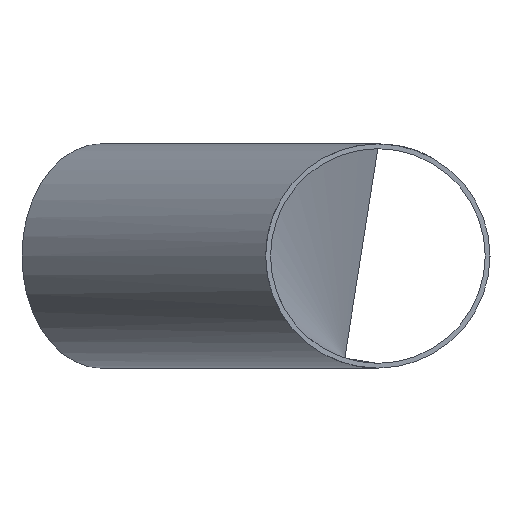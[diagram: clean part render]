
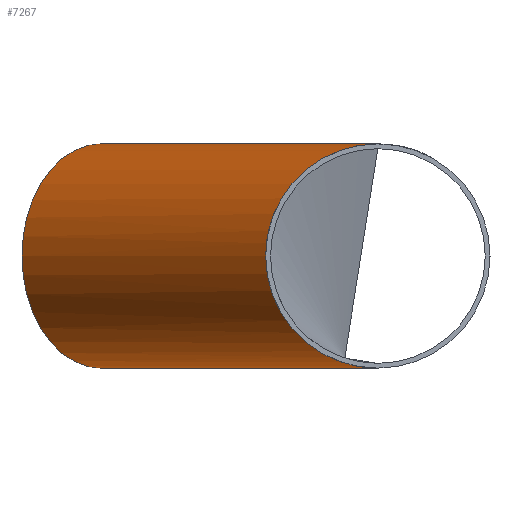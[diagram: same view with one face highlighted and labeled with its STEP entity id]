
A CAD part, left-side view. The second image highlights one B-rep face of the part: STEP entity #7267.
In plain terms, the highlighted cylindrical face has radius 69.85 mm (diameter 139.7 mm), a full revolution.
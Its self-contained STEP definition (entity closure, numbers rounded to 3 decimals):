
#1171 = CARTESIAN_POINT ( 'NONE',  ( 102.642, 172.274, 0. ) ) ;
#1405 = DIRECTION ( 'NONE',  ( -0.707, 0.707, 0. ) ) ;
#1877 = DIRECTION ( 'NONE',  ( 0.707, 0.707, 0. ) ) ;
#1969 = EDGE_CURVE ( 'NONE', #2876, #2876, #15395, .T. ) ;
#2117 = CARTESIAN_POINT ( 'NONE',  ( 102.642, 172.274, 0. ) ) ;
#2120 = CARTESIAN_POINT ( 'NONE',  ( -127.498, 139.7, -69.85 ) ) ;
#2876 = VERTEX_POINT ( 'NONE', #15619 ) ;
#4783 = CARTESIAN_POINT ( 'NONE',  ( -69.633, 0., -69.85 ) ) ;
#5174 = AXIS2_PLACEMENT_3D ( 'NONE', #1171, #21032, #1405 ) ;
#5753 =( BOUNDED_CURVE ( )  B_SPLINE_CURVE ( 3, ( #9455, #12925, #2120, #16547 ),
 .UNSPECIFIED., .F., .F. ) 
 B_SPLINE_CURVE_WITH_KNOTS ( ( 4, 4 ),
 ( 4.712, 7.854 ),
 .UNSPECIFIED. ) 
 CURVE ( )  GEOMETRIC_REPRESENTATION_ITEM ( )  RATIONAL_B_SPLINE_CURVE ( ( 1., 0.333, 0.333, 1. ) ) 
 REPRESENTATION_ITEM ( '' )  );
#7267 = ADVANCED_FACE ( 'NONE', ( #20735, #14233 ), #23247, .T. ) ;
#7400 = DIRECTION ( 'NONE',  ( -0.707, 0.707, 0. ) ) ;
#8055 = EDGE_CURVE ( 'NONE', #10419, #8574, #5753, .T. ) ;
#8069 = ORIENTED_EDGE ( 'NONE', *, *, #1969, .F. ) ;
#8574 = VERTEX_POINT ( 'NONE', #19489 ) ;
#9383 =( BOUNDED_CURVE ( )  B_SPLINE_CURVE ( 3, ( #4783, #22820, #10697, #12566 ),
 .UNSPECIFIED., .F., .T. ) 
 B_SPLINE_CURVE_WITH_KNOTS ( ( 4, 4 ),
 ( 1.571, 4.712 ),
 .UNSPECIFIED. ) 
 CURVE ( )  GEOMETRIC_REPRESENTATION_ITEM ( )  RATIONAL_B_SPLINE_CURVE ( ( 1., 0.333, 0.333, 1. ) ) 
 REPRESENTATION_ITEM ( '' )  );
#9455 = CARTESIAN_POINT ( 'NONE',  ( -69.633, 0., 69.85 ) ) ;
#10419 = VERTEX_POINT ( 'NONE', #20463 ) ;
#10697 = CARTESIAN_POINT ( 'NONE',  ( 267.633, 139.7, 69.85 ) ) ;
#11658 = AXIS2_PLACEMENT_3D ( 'NONE', #2117, #1877, #7400 ) ;
#12566 = CARTESIAN_POINT ( 'NONE',  ( -69.633, 0., 69.85 ) ) ;
#12925 = CARTESIAN_POINT ( 'NONE',  ( -127.498, 139.7, 69.85 ) ) ;
#14233 = FACE_OUTER_BOUND ( 'NONE', #17161, .T. ) ;
#15290 = EDGE_CURVE ( 'NONE', #8574, #10419, #9383, .T. ) ;
#15347 = ORIENTED_EDGE ( 'NONE', *, *, #15290, .F. ) ;
#15395 = CIRCLE ( 'NONE', #5174, 69.85 ) ;
#15619 = CARTESIAN_POINT ( 'NONE',  ( 53.25, 221.666, 0. ) ) ;
#16547 = CARTESIAN_POINT ( 'NONE',  ( -69.633, 0., -69.85 ) ) ;
#17161 = EDGE_LOOP ( 'NONE', ( #8069 ) ) ;
#19178 = ORIENTED_EDGE ( 'NONE', *, *, #8055, .F. ) ;
#19489 = CARTESIAN_POINT ( 'NONE',  ( -69.633, 0., -69.85 ) ) ;
#20463 = CARTESIAN_POINT ( 'NONE',  ( -69.633, 0., 69.85 ) ) ;
#20735 = FACE_OUTER_BOUND ( 'NONE', #22129, .T. ) ;
#21032 = DIRECTION ( 'NONE',  ( 0.707, 0.707, 0. ) ) ;
#22129 = EDGE_LOOP ( 'NONE', ( #15347, #19178 ) ) ;
#22820 = CARTESIAN_POINT ( 'NONE',  ( 267.633, 139.7, -69.85 ) ) ;
#23247 = CYLINDRICAL_SURFACE ( 'NONE', #11658, 69.85 ) ;
